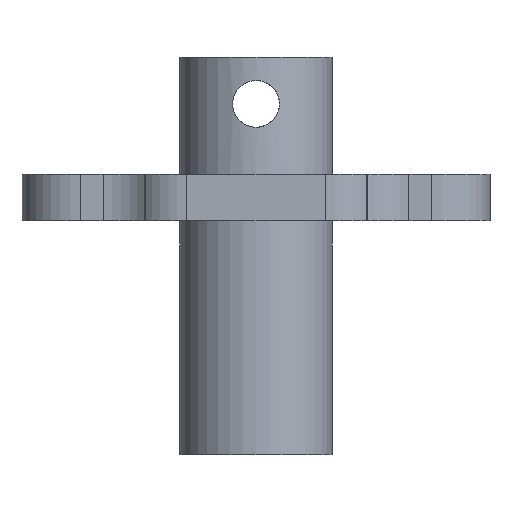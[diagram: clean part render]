
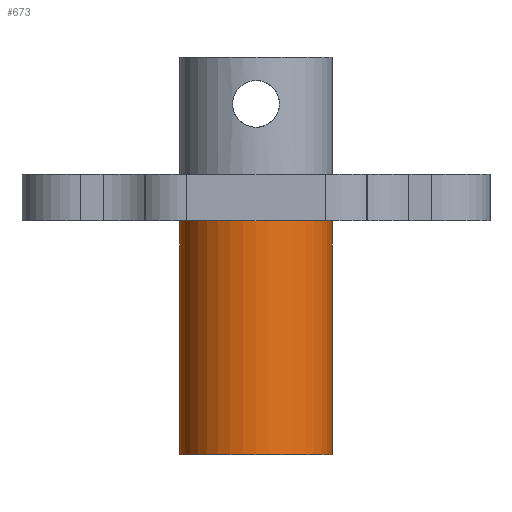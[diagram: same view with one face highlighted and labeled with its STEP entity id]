
A CAD part, front view. The second image highlights one B-rep face of the part: STEP entity #673.
In plain terms, the highlighted cylindrical face has radius 6.5 mm (diameter 13 mm), a partial arc.
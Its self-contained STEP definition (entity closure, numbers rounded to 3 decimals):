
#51 = AXIS2_PLACEMENT_3D ( 'NONE', #408, #1374, #834 ) ;
#61 = VECTOR ( 'NONE', #506, 1000. ) ;
#95 = CARTESIAN_POINT ( 'NONE',  ( -6.5, 0., -22. ) ) ;
#96 = DIRECTION ( 'NONE',  ( 0., 0., -1. ) ) ;
#232 = FACE_OUTER_BOUND ( 'NONE', #322, .T. ) ;
#244 = CIRCLE ( 'NONE', #319, 6.5 ) ;
#271 = ORIENTED_EDGE ( 'NONE', *, *, #569, .F. ) ;
#291 = CARTESIAN_POINT ( 'NONE',  ( 6.5, 0., -2. ) ) ;
#309 = CARTESIAN_POINT ( 'NONE',  ( 0., -6.5, -2. ) ) ;
#319 = AXIS2_PLACEMENT_3D ( 'NONE', #741, #96, #533 ) ;
#322 = EDGE_LOOP ( 'NONE', ( #866, #271, #616, #685, #867 ) ) ;
#381 = EDGE_CURVE ( 'NONE', #680, #1173, #734, .T. ) ;
#403 = CARTESIAN_POINT ( 'NONE',  ( -6.5, 0., -12. ) ) ;
#406 = CARTESIAN_POINT ( 'NONE',  ( 6.5, 0., -12. ) ) ;
#408 = CARTESIAN_POINT ( 'NONE',  ( 0., 0., -12. ) ) ;
#417 = CARTESIAN_POINT ( 'NONE',  ( 0., 0., -2. ) ) ;
#447 = EDGE_CURVE ( 'NONE', #1170, #670, #957, .T. ) ;
#450 = VERTEX_POINT ( 'NONE', #309 ) ;
#451 = EDGE_CURVE ( 'NONE', #1173, #450, #244, .T. ) ;
#487 = CARTESIAN_POINT ( 'NONE',  ( 0., 0., -22. ) ) ;
#506 = DIRECTION ( 'NONE',  ( 0., 0., 1. ) ) ;
#533 = DIRECTION ( 'NONE',  ( 1., 0., 0. ) ) ;
#562 = CYLINDRICAL_SURFACE ( 'NONE', #51, 6.5 ) ;
#569 = EDGE_CURVE ( 'NONE', #680, #1170, #940, .T. ) ;
#616 = ORIENTED_EDGE ( 'NONE', *, *, #381, .T. ) ;
#670 = VERTEX_POINT ( 'NONE', #1378 ) ;
#673 = ADVANCED_FACE ( 'NONE', ( #232 ), #562, .T. ) ;
#680 = VERTEX_POINT ( 'NONE', #1371 ) ;
#685 = ORIENTED_EDGE ( 'NONE', *, *, #451, .T. ) ;
#734 = LINE ( 'NONE', #406, #61 ) ;
#738 = EDGE_CURVE ( 'NONE', #450, #670, #1393, .T. ) ;
#741 = CARTESIAN_POINT ( 'NONE',  ( 0., 0., -2. ) ) ;
#744 = AXIS2_PLACEMENT_3D ( 'NONE', #487, #1366, #917 ) ;
#834 = DIRECTION ( 'NONE',  ( 1., 0., 0. ) ) ;
#840 = DIRECTION ( 'NONE',  ( 0., 0., -1. ) ) ;
#866 = ORIENTED_EDGE ( 'NONE', *, *, #447, .F. ) ;
#867 = ORIENTED_EDGE ( 'NONE', *, *, #738, .T. ) ;
#902 = VECTOR ( 'NONE', #1051, 1000. ) ;
#917 = DIRECTION ( 'NONE',  ( -1., 0., 0. ) ) ;
#940 = CIRCLE ( 'NONE', #744, 6.5 ) ;
#957 = LINE ( 'NONE', #403, #902 ) ;
#1051 = DIRECTION ( 'NONE',  ( 0., 0., 1. ) ) ;
#1068 = AXIS2_PLACEMENT_3D ( 'NONE', #417, #840, #1281 ) ;
#1170 = VERTEX_POINT ( 'NONE', #95 ) ;
#1173 = VERTEX_POINT ( 'NONE', #291 ) ;
#1281 = DIRECTION ( 'NONE',  ( 1., 0., 0. ) ) ;
#1366 = DIRECTION ( 'NONE',  ( 0., 0., -1. ) ) ;
#1371 = CARTESIAN_POINT ( 'NONE',  ( 6.5, 0., -22. ) ) ;
#1374 = DIRECTION ( 'NONE',  ( 0., 0., 1. ) ) ;
#1378 = CARTESIAN_POINT ( 'NONE',  ( -6.5, 0., -2. ) ) ;
#1393 = CIRCLE ( 'NONE', #1068, 6.5 ) ;
